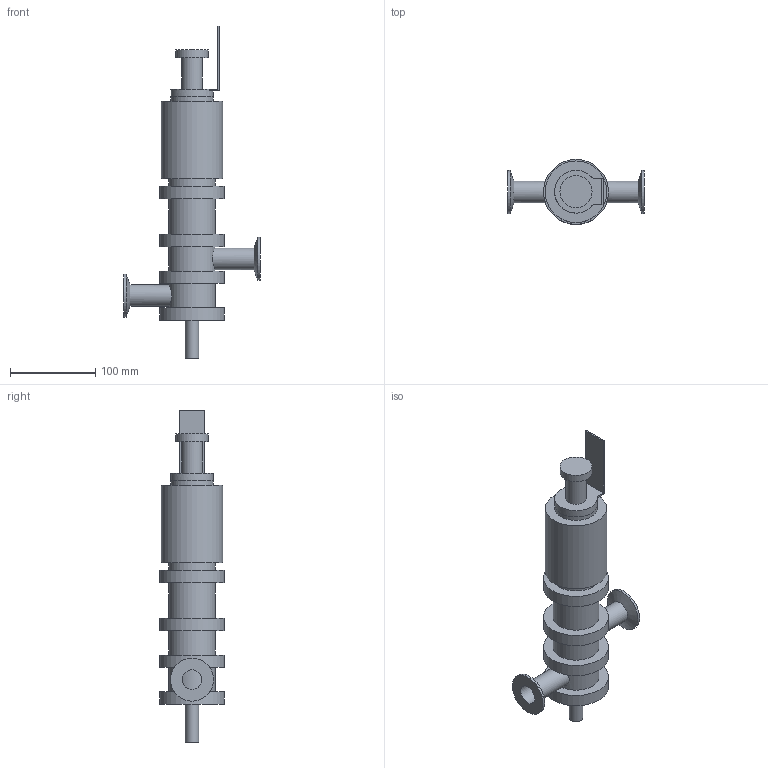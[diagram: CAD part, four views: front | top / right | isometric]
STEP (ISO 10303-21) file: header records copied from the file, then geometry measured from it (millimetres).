
FILE_DESCRIPTION(/* description */ (''),/* implementation_level */ '2;1');
FILE_NAME(/* name */ 'DUC2A_10.stp',/* time_stamp */ '2021-08-23T09:37:50+09:00',/* author */ ('m'),/* organization */ (''),/* preprocessor_version */ 'ST-DEVELOPER v18.1',/* originating_system */ 'Autodesk Inventor 2021',/* authorisation */ '');
FILE_SCHEMA (('AUTOMOTIVE_DESIGN { 1 0 10303 214 3 1 1 }'));
Length unit declared in the file: millimetre
Products named in the file (3): 10_DUC2A10MJ000; DUC2A08MJ0SC-1P(GR)-C-C--304-E9-10; SQLSS
Assembly tree (2 placements, depth 2):
  10_DUC2A10MJ000
    DUC2A08MJ0SC-1P(GR)-C-C--304-E9-10
    SQLSS
Bounding box: 160 x 76 x 388.55 mm (x, y, z)
Volume: 967554.8 mm3; surface area: 121346.9 mm2
Topology: 2 solids, 2 shells, 49 faces, 86 edges, 57 vertices
Faces by surface type: plane 24, cylinder 23, cone 2
Full cylindrical faces by diameter (mm): 10 x1, 16 x1, 23 x2, 24 x1, 25.4 x2, 37.5 x1, 50 x2, 50.5 x2, 54 x4, 72 x1, 76 x4
Entity records: 1448 total; most frequent: CARTESIAN_POINT 365, DIRECTION 225, ORIENTED_EDGE 172, AXIS2_PLACEMENT_3D 93, EDGE_CURVE 86, EDGE_LOOP 65, VERTEX_POINT 57, FACE_OUTER_BOUND 49
